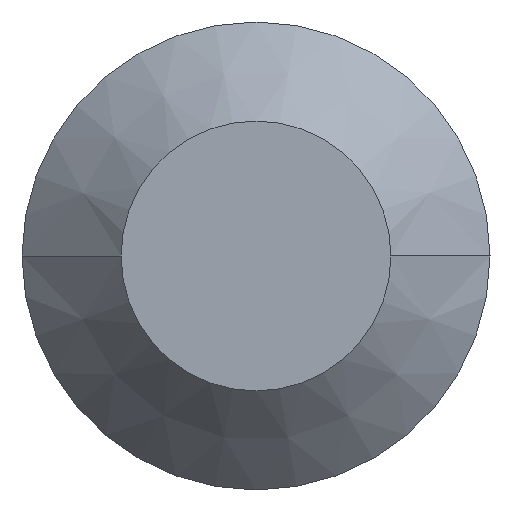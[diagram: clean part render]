
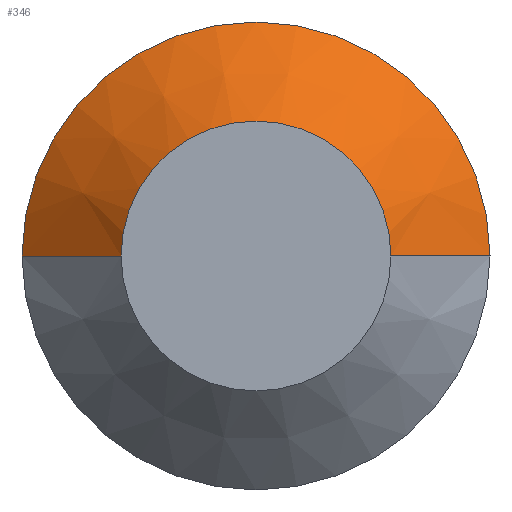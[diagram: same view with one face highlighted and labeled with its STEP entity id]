
A CAD part, left-side view. The second image highlights one B-rep face of the part: STEP entity #346.
In plain terms, the highlighted conical face has half-angle 45 degrees and reference radius 1.5 mm.
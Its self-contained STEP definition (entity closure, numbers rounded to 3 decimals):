
#14 = AXIS2_PLACEMENT_3D ( 'NONE', #99, #34, #127 ) ;
#22 = CONICAL_SURFACE ( 'NONE', #14, 1.5, 0.785 ) ;
#34 = DIRECTION ( 'NONE',  ( 1., 0., 0. ) ) ;
#65 = CARTESIAN_POINT ( 'NONE',  ( 0., 0.865, 0. ) ) ;
#66 = VERTEX_POINT ( 'NONE', #193 ) ;
#86 = VERTEX_POINT ( 'NONE', #386 ) ;
#99 = CARTESIAN_POINT ( 'NONE',  ( 0.635, 0., 0. ) ) ;
#101 = CARTESIAN_POINT ( 'NONE',  ( 0.635, 1.5, 0. ) ) ;
#118 = FACE_OUTER_BOUND ( 'NONE', #308, .T. ) ;
#124 = EDGE_CURVE ( 'NONE', #288, #86, #399, .T. ) ;
#127 = DIRECTION ( 'NONE',  ( 0., 1., 0. ) ) ;
#128 = DIRECTION ( 'NONE',  ( 0.707, -0.707, 0. ) ) ;
#147 = ORIENTED_EDGE ( 'NONE', *, *, #338, .T. ) ;
#159 = DIRECTION ( 'NONE',  ( 0.707, 0.707, 0. ) ) ;
#181 = DIRECTION ( 'NONE',  ( 0., 1., 0. ) ) ;
#185 = CIRCLE ( 'NONE', #403, 1.5 ) ;
#190 = DIRECTION ( 'NONE',  ( 1., 0., 0. ) ) ;
#193 = CARTESIAN_POINT ( 'NONE',  ( 0.635, -1.5, 0. ) ) ;
#196 = CARTESIAN_POINT ( 'NONE',  ( 0.635, 1.5, 0. ) ) ;
#243 = ORIENTED_EDGE ( 'NONE', *, *, #124, .T. ) ;
#245 = DIRECTION ( 'NONE',  ( 1., 0., 0. ) ) ;
#259 = CARTESIAN_POINT ( 'NONE',  ( 0.635, 0., 0. ) ) ;
#270 = VECTOR ( 'NONE', #128, 1000. ) ;
#277 = AXIS2_PLACEMENT_3D ( 'NONE', #300, #245, #181 ) ;
#279 = CARTESIAN_POINT ( 'NONE',  ( 0.635, -1.5, 0. ) ) ;
#288 = VERTEX_POINT ( 'NONE', #65 ) ;
#291 = VECTOR ( 'NONE', #159, 1000. ) ;
#300 = CARTESIAN_POINT ( 'NONE',  ( 0., 0., 0. ) ) ;
#305 = LINE ( 'NONE', #279, #270 ) ;
#306 = EDGE_CURVE ( 'NONE', #310, #66, #185, .T. ) ;
#308 = EDGE_LOOP ( 'NONE', ( #243, #147, #325, #368 ) ) ;
#310 = VERTEX_POINT ( 'NONE', #196 ) ;
#315 = DIRECTION ( 'NONE',  ( 0., 1., 0. ) ) ;
#325 = ORIENTED_EDGE ( 'NONE', *, *, #306, .F. ) ;
#328 = LINE ( 'NONE', #101, #291 ) ;
#338 = EDGE_CURVE ( 'NONE', #86, #66, #305, .T. ) ;
#346 = ADVANCED_FACE ( 'NONE', ( #118 ), #22, .T. ) ;
#368 = ORIENTED_EDGE ( 'NONE', *, *, #369, .F. ) ;
#369 = EDGE_CURVE ( 'NONE', #288, #310, #328, .T. ) ;
#386 = CARTESIAN_POINT ( 'NONE',  ( 0., -0.865, 0. ) ) ;
#399 = CIRCLE ( 'NONE', #277, 0.865 ) ;
#403 = AXIS2_PLACEMENT_3D ( 'NONE', #259, #190, #315 ) ;
